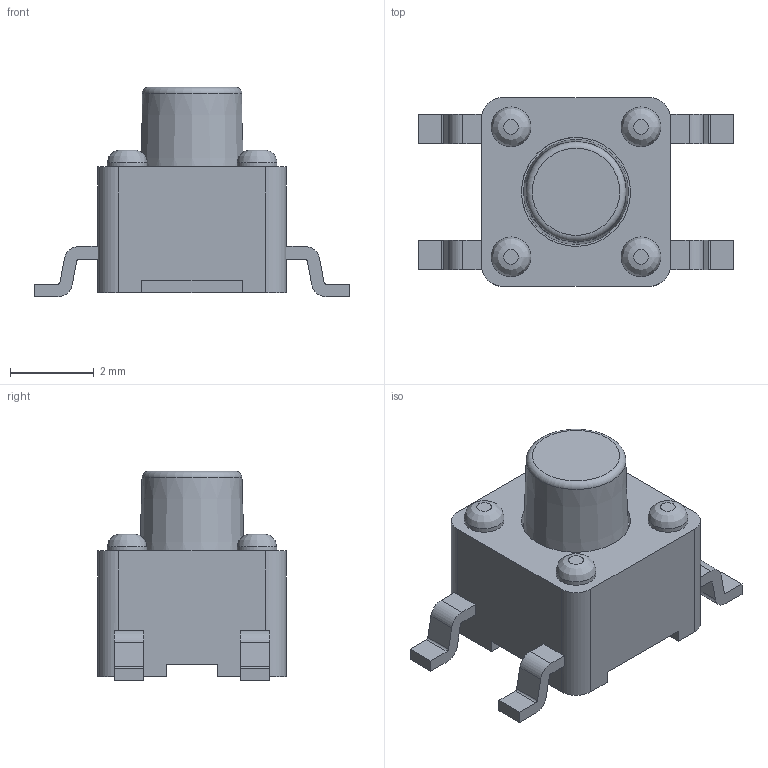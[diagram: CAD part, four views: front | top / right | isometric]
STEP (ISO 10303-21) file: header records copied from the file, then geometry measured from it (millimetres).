
FILE_DESCRIPTION(('FreeCAD Model'),'2;1');
FILE_NAME('PE-Switch Secure3D_MODELS_STP_FORMATTL3305BFxxxxG.stp.step','2018-09-14T09:27:48', ('kicad StepUp'),('ksu MCAD'),'Open CASCADE STEP processor 7.2', 'FreeCAD','Unknown');
FILE_SCHEMA(('AUTOMOTIVE_DESIGN { 1 0 10303 214 1 1 1 1 }'));
Length unit declared in the file: millimetre
Products named in the file (1): TL3305BFxxxxG.stp
Bounding box: 7.5 x 4.5 x 5 mm (x, y, z)
Volume: 55.3 mm3; surface area: 194.6 mm2
Topology: 1 solids, 5 shells, 185 faces, 470 edges, 308 vertices
Faces by surface type: plane 130, cylinder 48, bspline 4, torus 1, cone 1, sphere 1
Full cylindrical faces by diameter (mm): 0.65 x4, 0.7 x4, 0.95 x4, 1.04 x1, 2.6 x1
Entity records: 5770 total; most frequent: CARTESIAN_POINT 1209, ORIENTED_EDGE 938, DIRECTION 932, EDGE_CURVE 469, LINE 328, VECTOR 328, VERTEX_POINT 308, AXIS2_PLACEMENT_3D 302
